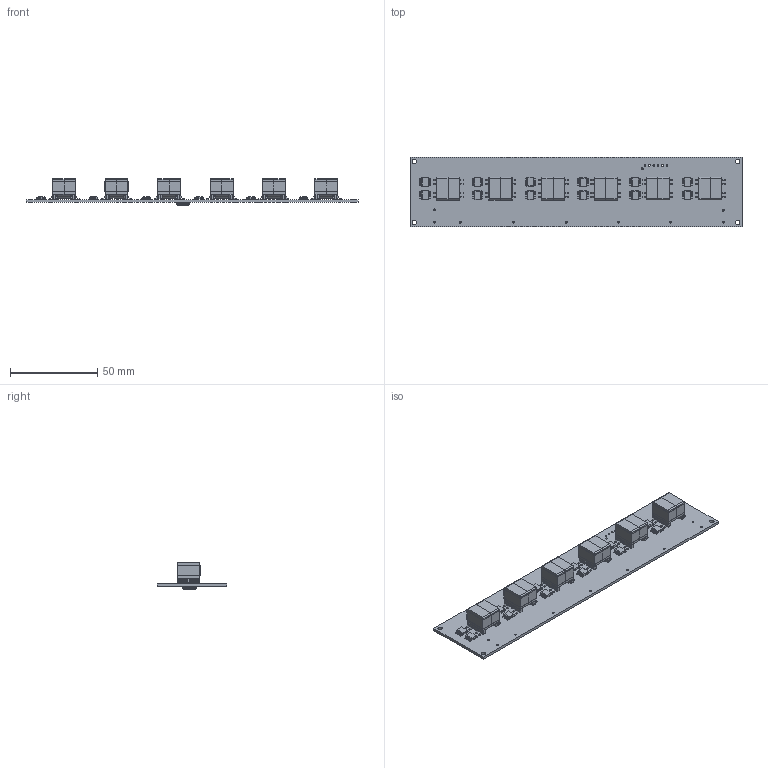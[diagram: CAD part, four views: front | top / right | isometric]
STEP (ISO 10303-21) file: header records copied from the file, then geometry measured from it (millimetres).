
FILE_DESCRIPTION(('KiCad electronic assembly'),'2;1');
FILE_NAME('active_balancer_v1.step','2024-11-21T23:34:36',('Pcbnew'),( 'Kicad'),'Open CASCADE STEP processor 7.6','KiCad to STEP converter' ,'Unknown');
FILE_SCHEMA(('AUTOMOTIVE_DESIGN { 1 0 10303 214 1 1 1 1 }'));
Length unit declared in the file: millimetre
Products named in the file (8): active_balancer_v1 1; 750312504; EP13-2381-0899_MP3-8; SIR882DP-T1-GE3; SI4925BDY; LTC3300ILXE-2_PBF; LTC3300ILXE-2#PBF; _autosave-active_balancer_v1_PCB
Assembly tree (23 placements, depth 3):
  active_balancer_v1 1
    750312504  x6
      EP13-2381-0899_MP3-8
    SIR882DP-T1-GE3  x12
      SI4925BDY
    LTC3300ILXE-2_PBF
      LTC3300ILXE-2#PBF
    _autosave-active_balancer_v1_PCB
Bounding box: 190 x 40 x 15.26 mm (x, y, z)
Volume: 23049 mm3; surface area: 35977.9 mm2
Topology: 190 solids, 190 shells, 4350 faces, 11195 edges, 7022 vertices
Faces by surface type: plane 2718, cylinder 1404, sphere 228
Full cylindrical faces by diameter (mm): 0.95 x6, 1 x9, 1.2 x1, 2.5 x4
Entity records: 37000 total; most frequent: CARTESIAN_POINT 6365, DIRECTION 6296, ORIENTED_EDGE 6156, EDGE_CURVE 3078, LINE 2302, VECTOR 2302, VERTEX_POINT 2002, AXIS2_PLACEMENT_3D 1997
